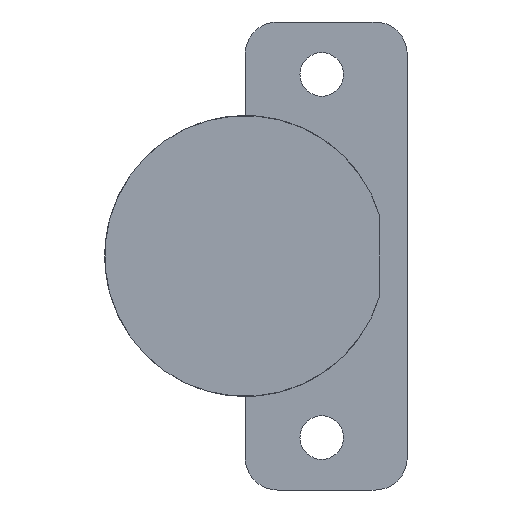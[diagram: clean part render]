
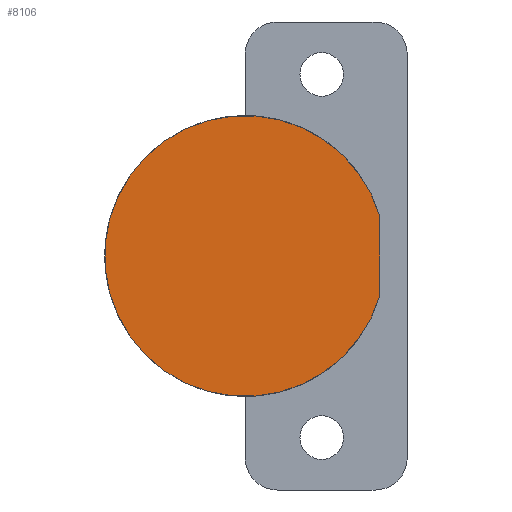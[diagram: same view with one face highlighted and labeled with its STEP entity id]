
A CAD part, front view. The second image highlights one B-rep face of the part: STEP entity #8106.
In plain terms, the highlighted planar face has unit normal (0, -1, 0).
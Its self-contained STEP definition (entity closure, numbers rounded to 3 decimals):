
#3986=DIRECTION('',(0.,0.,1.));
#3987=VECTOR('',#3986,9.771);
#3988=CARTESIAN_POINT('',(39.082,-11.2,-4.886));
#3989=LINE('',#3988,#3987);
#4000=CARTESIAN_POINT('',(22.382,-11.2,0.));
#4001=DIRECTION('',(0.,1.,0.));
#4002=DIRECTION('',(0.96,0.,-0.281));
#4003=AXIS2_PLACEMENT_3D('',#4000,#4001,#4002);
#5056=CARTESIAN_POINT('',(39.082,-11.2,-4.886));
#5057=CARTESIAN_POINT('',(39.082,-11.2,4.886));
#5058=VERTEX_POINT('',#5056);
#5059=VERTEX_POINT('',#5057);
#8097=CARTESIAN_POINT('',(22.382,-11.2,0.));
#8098=DIRECTION('',(0.,1.,0.));
#8099=DIRECTION('',(1.,0.,0.));
#8100=AXIS2_PLACEMENT_3D('',#8097,#8098,#8099);
#8101=PLANE('',#8100);
#8102=ORIENTED_EDGE('',*,*,#8089,.F.);
#8103=ORIENTED_EDGE('',*,*,#8030,.T.);
#8104=EDGE_LOOP('',(#8102,#8103));
#8105=FACE_OUTER_BOUND('',#8104,.F.);
#4004=CIRCLE('',#4003,17.4);
#8030=EDGE_CURVE('',#5058,#5059,#4004,.T.);
#8089=EDGE_CURVE('',#5058,#5059,#3989,.T.);
#8106=ADVANCED_FACE('',(#8105),#8101,.F.);
